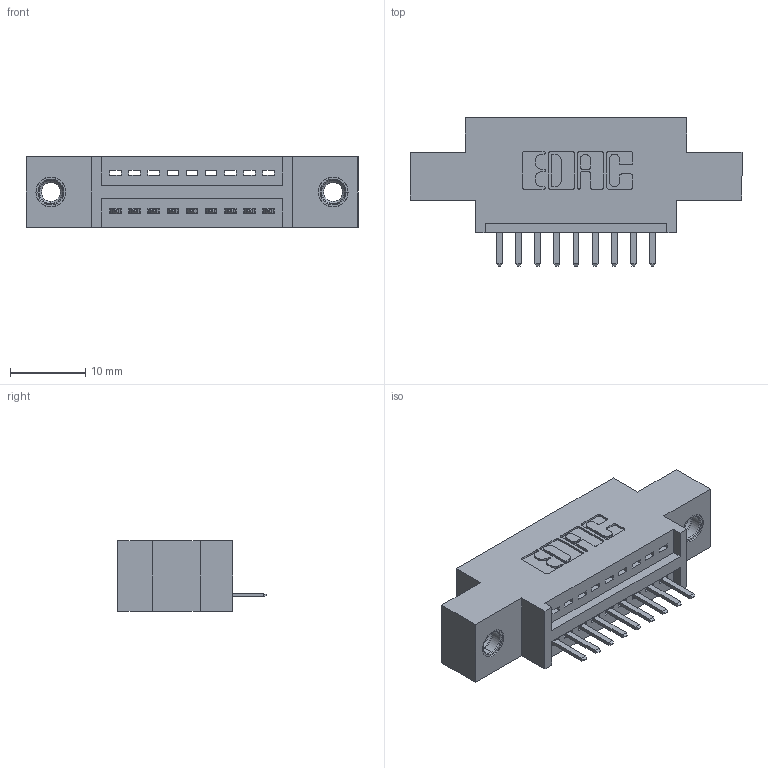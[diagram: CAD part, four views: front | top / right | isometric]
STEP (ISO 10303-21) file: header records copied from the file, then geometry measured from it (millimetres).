
FILE_DESCRIPTION (( 'STEP AP203' ), '1' );
FILE_NAME ('395-009-520-607.STEP', '2019-10-15T19:45:01', ( '' ), ( '' ), 'SwSTEP 2.0', 'SolidWorks 2016', '' );
FILE_SCHEMA (( 'CONFIG_CONTROL_DESIGN' ));
Length unit declared in the file: inch
Products named in the file (4): 395-009-520-607; 345-292-001_345-293-120; 345 Part_0.170 Offset - 0.156 Dia-TI; 345-250-001_345-250-005-103
Assembly tree (12 placements, depth 2):
  395-009-520-607
    345 Part_0.170 Offset - 0.156 Dia-TI
    345-292-001_345-293-120  x9
    345-250-001_345-250-005-103  x2
Bounding box: 44.07 x 19.68 x 9.4 mm (x, y, z)
Volume: 3762.6 mm3; surface area: 4626.1 mm2
Topology: 12 solids, 12 shells, 748 faces, 2145 edges, 1398 vertices
Faces by surface type: plane 494, cylinder 238, cone 12, torus 4
Entity records: 12648 total; most frequent: CARTESIAN_POINT 2186, ORIENTED_EDGE 2110, DIRECTION 1971, EDGE_CURVE 1055, LINE 863, VECTOR 863, VERTEX_POINT 696, AXIS2_PLACEMENT_3D 554
